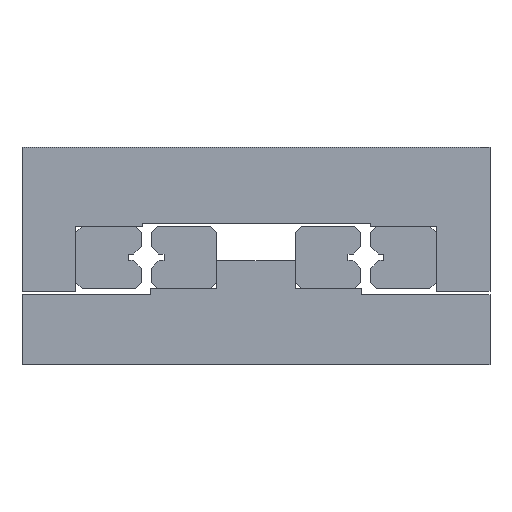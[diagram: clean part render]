
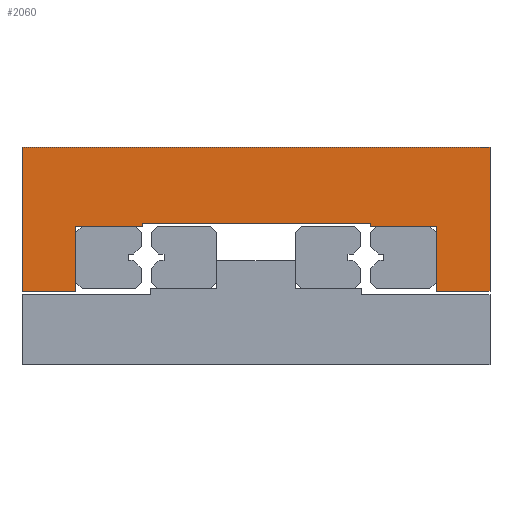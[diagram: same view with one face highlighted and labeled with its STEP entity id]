
A CAD part, front view. The second image highlights one B-rep face of the part: STEP entity #2060.
In plain terms, the highlighted planar face has unit normal (0, -1, 0).
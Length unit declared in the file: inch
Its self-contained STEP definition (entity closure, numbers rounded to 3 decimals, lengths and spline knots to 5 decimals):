
#1662=CARTESIAN_POINT('',(-0.909,-1.08,-0.364));
#1663=VERTEX_POINT('',#1662);
#1670=CARTESIAN_POINT('',(-1.181,-1.08,-0.364));
#1671=VERTEX_POINT('',#1670);
#1672=CARTESIAN_POINT('',(-0.909,-1.08,-0.364));
#1673=DIRECTION('',(-1.0,0.0,0.0));
#1674=VECTOR('',#1673,0.272);
#1675=LINE('',#1672,#1674);
#1676=EDGE_CURVE('',#1663,#1671,#1675,.T.);
#1693=CARTESIAN_POINT('',(-0.909,-1.08,-0.036));
#1694=VERTEX_POINT('',#1693);
#1701=CARTESIAN_POINT('',(-0.909,-1.08,-0.036));
#1702=DIRECTION('',(0.0,0.0,-1.0));
#1703=VECTOR('',#1702,0.328);
#1704=LINE('',#1701,#1703);
#1705=EDGE_CURVE('',#1694,#1663,#1704,.T.);
#1717=CARTESIAN_POINT('',(-0.57433,-1.08,-0.036));
#1718=VERTEX_POINT('',#1717);
#1725=CARTESIAN_POINT('',(-0.57433,-1.08,-0.036));
#1726=DIRECTION('',(-1.0,0.0,0.0));
#1727=VECTOR('',#1726,0.33467);
#1728=LINE('',#1725,#1727);
#1729=EDGE_CURVE('',#1718,#1694,#1728,.T.);
#1741=CARTESIAN_POINT('',(-0.57433,-1.08,-0.02));
#1742=VERTEX_POINT('',#1741);
#1749=CARTESIAN_POINT('',(-0.57433,-1.08,-0.02));
#1750=DIRECTION('',(0.0,0.0,-1.0));
#1751=VECTOR('',#1750,0.016);
#1752=LINE('',#1749,#1751);
#1753=EDGE_CURVE('',#1742,#1718,#1752,.T.);
#1765=CARTESIAN_POINT('',(0.58026,-1.08,-0.02));
#1766=VERTEX_POINT('',#1765);
#1773=CARTESIAN_POINT('',(0.58026,-1.08,-0.02));
#1774=DIRECTION('',(-1.0,0.0,0.0));
#1775=VECTOR('',#1774,1.15459);
#1776=LINE('',#1773,#1775);
#1777=EDGE_CURVE('',#1766,#1742,#1776,.T.);
#1837=CARTESIAN_POINT('',(0.58026,-1.08,-0.036));
#1838=VERTEX_POINT('',#1837);
#1845=CARTESIAN_POINT('',(0.58026,-1.08,-0.036));
#1846=DIRECTION('',(0.0,0.0,1.0));
#1847=VECTOR('',#1846,0.016);
#1848=LINE('',#1845,#1847);
#1849=EDGE_CURVE('',#1838,#1766,#1848,.T.);
#1861=CARTESIAN_POINT('',(0.909,-1.08,-0.036));
#1862=VERTEX_POINT('',#1861);
#1869=CARTESIAN_POINT('',(0.909,-1.08,-0.036));
#1870=DIRECTION('',(-1.0,0.0,0.0));
#1871=VECTOR('',#1870,0.32874);
#1872=LINE('',#1869,#1871);
#1873=EDGE_CURVE('',#1862,#1838,#1872,.T.);
#1885=CARTESIAN_POINT('',(0.909,-1.08,-0.364));
#1886=VERTEX_POINT('',#1885);
#1893=CARTESIAN_POINT('',(0.909,-1.08,-0.364));
#1894=DIRECTION('',(0.0,0.0,1.0));
#1895=VECTOR('',#1894,0.328);
#1896=LINE('',#1893,#1895);
#1897=EDGE_CURVE('',#1886,#1862,#1896,.T.);
#1909=CARTESIAN_POINT('',(1.181,-1.08,-0.364));
#1910=VERTEX_POINT('',#1909);
#1917=CARTESIAN_POINT('',(1.181,-1.08,-0.364));
#1918=DIRECTION('',(-1.0,0.0,0.0));
#1919=VECTOR('',#1918,0.272);
#1920=LINE('',#1917,#1919);
#1921=EDGE_CURVE('',#1910,#1886,#1920,.T.);
#1933=CARTESIAN_POINT('',(1.181,-1.08,0.364));
#1934=VERTEX_POINT('',#1933);
#1941=CARTESIAN_POINT('',(1.181,-1.08,0.364));
#1942=DIRECTION('',(0.0,0.0,-1.0));
#1943=VECTOR('',#1942,0.728);
#1944=LINE('',#1941,#1943);
#1945=EDGE_CURVE('',#1934,#1910,#1944,.T.);
#1957=CARTESIAN_POINT('',(-1.181,-1.08,0.364));
#1958=VERTEX_POINT('',#1957);
#1965=CARTESIAN_POINT('',(-1.181,-1.08,0.364));
#1966=DIRECTION('',(1.0,0.0,0.0));
#1967=VECTOR('',#1966,2.362);
#1968=LINE('',#1965,#1967);
#1969=EDGE_CURVE('',#1958,#1934,#1968,.T.);
#2030=CARTESIAN_POINT('',(-1.181,-1.08,-0.364));
#2031=DIRECTION('',(0.0,0.0,1.0));
#2032=VECTOR('',#2031,0.728);
#2033=LINE('',#2030,#2032);
#2034=EDGE_CURVE('',#1671,#1958,#2033,.T.);
#2041=CARTESIAN_POINT('',(0.00001,-1.08,0.07028));
#2042=DIRECTION('',(0.0,1.0,0.0));
#2043=DIRECTION('',(0.0,0.0,1.0));
#2044=AXIS2_PLACEMENT_3D('',#2041,#2042,#2043);
#2045=PLANE('',#2044);
#2046=ORIENTED_EDGE('',*,*,#2034,.F.);
#2047=ORIENTED_EDGE('',*,*,#1676,.F.);
#2048=ORIENTED_EDGE('',*,*,#1705,.F.);
#2049=ORIENTED_EDGE('',*,*,#1729,.F.);
#2050=ORIENTED_EDGE('',*,*,#1753,.F.);
#2051=ORIENTED_EDGE('',*,*,#1777,.F.);
#2052=ORIENTED_EDGE('',*,*,#1849,.F.);
#2053=ORIENTED_EDGE('',*,*,#1873,.F.);
#2054=ORIENTED_EDGE('',*,*,#1897,.F.);
#2055=ORIENTED_EDGE('',*,*,#1921,.F.);
#2056=ORIENTED_EDGE('',*,*,#1945,.F.);
#2057=ORIENTED_EDGE('',*,*,#1969,.F.);
#2058=EDGE_LOOP('',(#2046,#2047,#2048,#2049,#2050,#2051,#2052,#2053,#2054,#2055,#2056,#2057));
#2059=FACE_OUTER_BOUND('',#2058,.T.);
#2060=ADVANCED_FACE('',(#2059),#2045,.F.);
